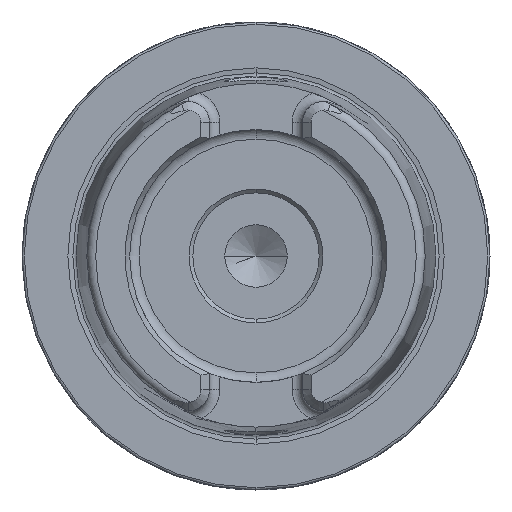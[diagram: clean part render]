
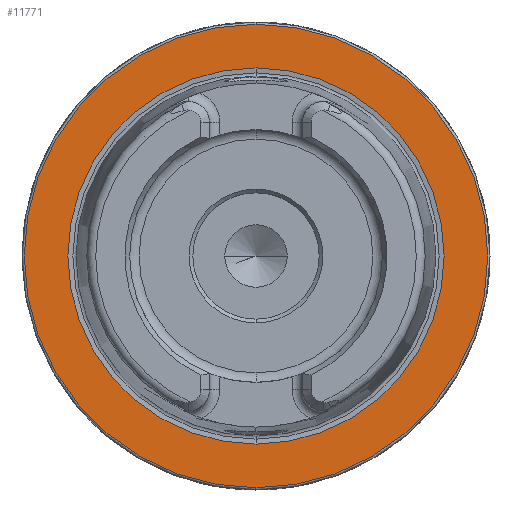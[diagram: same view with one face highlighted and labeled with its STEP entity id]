
A CAD part, left-side view. The second image highlights one B-rep face of the part: STEP entity #11771.
In plain terms, the highlighted planar face has unit normal (-1, 0, 0).
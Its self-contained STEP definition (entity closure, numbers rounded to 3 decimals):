
#994 = EDGE_CURVE ( 'NONE', #12284, #1971, #3733, .T. ) ;
#998 = EDGE_CURVE ( 'NONE', #1973, #1974, #3740, .T. ) ;
#1263 = EDGE_CURVE ( 'NONE', #1974, #1973, #3981, .T. ) ;
#1264 = EDGE_CURVE ( 'NONE', #1971, #12284, #3982, .T. ) ;
#1585 = AXIS2_PLACEMENT_3D ( 'NONE', #4716, #4717, #4718 ) ;
#1588 = AXIS2_PLACEMENT_3D ( 'NONE', #4725, #4726, #4727 ) ;
#1684 = AXIS2_PLACEMENT_3D ( 'NONE', #6286, #6287, #6288 ) ;
#1686 = AXIS2_PLACEMENT_3D ( 'NONE', #6289, #6290, #6291 ) ;
#1971 = VERTEX_POINT ( 'NONE', #7113 ) ;
#1973 = VERTEX_POINT ( 'NONE', #7115 ) ;
#1974 = VERTEX_POINT ( 'NONE', #7116 ) ;
#2873 = ORIENTED_EDGE ( 'NONE', *, *, #1264, .F. ) ;
#2874 = ORIENTED_EDGE ( 'NONE', *, *, #994, .F. ) ;
#2875 = ORIENTED_EDGE ( 'NONE', *, *, #998, .T. ) ;
#2876 = ORIENTED_EDGE ( 'NONE', *, *, #1263, .T. ) ;
#3011 = EDGE_LOOP ( 'NONE', ( #2873, #2874 ) ) ;
#3555 = EDGE_LOOP ( 'NONE', ( #2875, #2876 ) ) ;
#3733 = CIRCLE ( 'NONE', #1585, 25.324 ) ;
#3740 = CIRCLE ( 'NONE', #1588, 31.2 ) ;
#3981 = CIRCLE ( 'NONE', #1684, 31.2 ) ;
#3982 = CIRCLE ( 'NONE', #1686, 25.324 ) ;
#4716 = CARTESIAN_POINT ( 'NONE',  ( 0., 0., 0. ) ) ;
#4717 = DIRECTION ( 'NONE',  ( -1., 0., 0. ) ) ;
#4718 = DIRECTION ( 'NONE',  ( 0., 0., 1. ) ) ;
#4725 = CARTESIAN_POINT ( 'NONE',  ( 0., 0., 0. ) ) ;
#4726 = DIRECTION ( 'NONE',  ( -1., 0., 0. ) ) ;
#4727 = DIRECTION ( 'NONE',  ( 0., 0., 1. ) ) ;
#6286 = CARTESIAN_POINT ( 'NONE',  ( 0., 0., 0. ) ) ;
#6287 = DIRECTION ( 'NONE',  ( -1., 0., 0. ) ) ;
#6288 = DIRECTION ( 'NONE',  ( 0., 0., 1. ) ) ;
#6289 = CARTESIAN_POINT ( 'NONE',  ( 0., 0., 0. ) ) ;
#6290 = DIRECTION ( 'NONE',  ( -1., 0., 0. ) ) ;
#6291 = DIRECTION ( 'NONE',  ( 0., 0., 1. ) ) ;
#7113 = CARTESIAN_POINT ( 'NONE',  ( 0., 0., 25.324 ) ) ;
#7115 = CARTESIAN_POINT ( 'NONE',  ( 0., 0., 31.2 ) ) ;
#7116 = CARTESIAN_POINT ( 'NONE',  ( 0., 0., -31.2 ) ) ;
#8713 = AXIS2_PLACEMENT_3D ( 'NONE', #11007, #11005, #11011 ) ;
#10359 = FACE_OUTER_BOUND ( 'NONE', #3555, .T. ) ;
#10364 = FACE_BOUND ( 'NONE', #3011, .T. ) ;
#11005 = DIRECTION ( 'NONE',  ( 1., 0., 0. ) ) ;
#11007 = CARTESIAN_POINT ( 'NONE',  ( 0., 31.2, 0. ) ) ;
#11008 = PLANE ( 'NONE',  #8713 ) ;
#11011 = DIRECTION ( 'NONE',  ( 0., 0., -1. ) ) ;
#11255 = CARTESIAN_POINT ( 'NONE',  ( 0., 0., -25.324 ) ) ;
#11771 = ADVANCED_FACE ( 'NONE', ( #10364, #10359 ), #11008, .F. ) ;
#12284 = VERTEX_POINT ( 'NONE', #11255 ) ;
